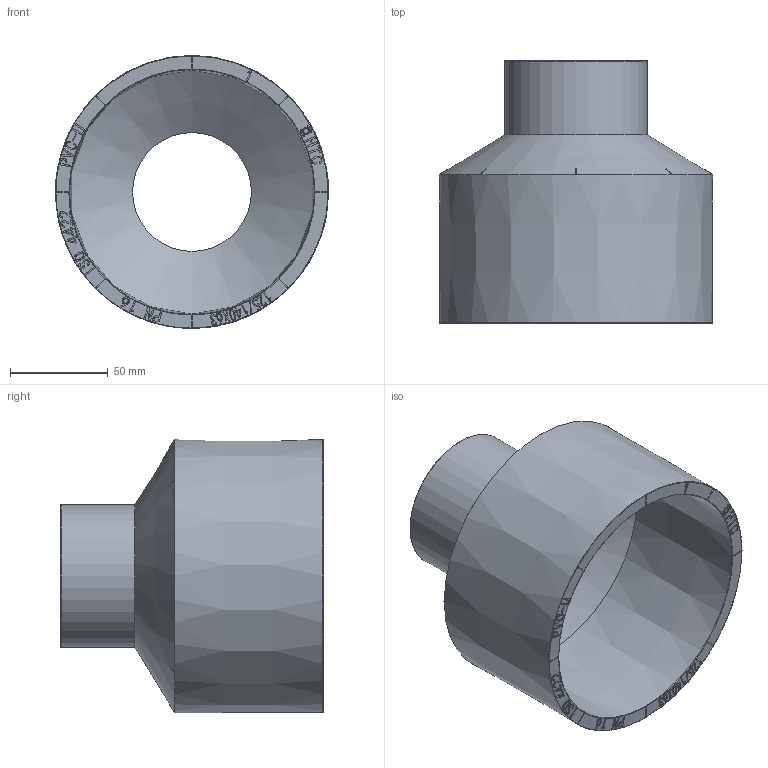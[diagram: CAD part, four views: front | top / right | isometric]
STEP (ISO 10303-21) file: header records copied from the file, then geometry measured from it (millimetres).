
FILE_DESCRIPTION(/* description */ (''),/* implementation_level */ '2;1');
FILE_NAME(/* name */ 'Z1Q125063.stp',/* time_stamp */ '2025-01-03T15:02:53+08:00',/* author */ (''),/* organization */ (''),/* preprocessor_version */ 'ST-DEVELOPER v16',/* originating_system */ 'SIEMENS PLM Software NX 10.0',/* authorisation */ '');
FILE_SCHEMA (('AUTOMOTIVE_DESIGN { 1 0 10303 214 3 1 1 1 }'));
Length unit declared in the file: millimetre
Products named in the file (1): gelv0A0470B4hk9w
Bounding box: 140.13 x 135 x 140.13 mm (x, y, z)
Volume: 383147.5 mm3; surface area: 106740.8 mm2
Topology: 1 solids, 1 shells, 1351 faces, 3860 edges, 2526 vertices
Faces by surface type: plane 1213, sphere 64, cylinder 56, extrusion 9, cone 5, torus 4
Full cylindrical faces by diameter (mm): 2.4 x1, 3.6 x1, 60.9 x1, 73 x1
Entity records: 49329 total; most frequent: CARTESIAN_POINT 18843, ORIENTED_EDGE 7616, DIRECTION 4361, EDGE_CURVE 3808, VERTEX_POINT 2520, B_SPLINE_CURVE_WITH_KNOTS 2371, AXIS2_PLACEMENT_3D 1563, EDGE_LOOP 1414
